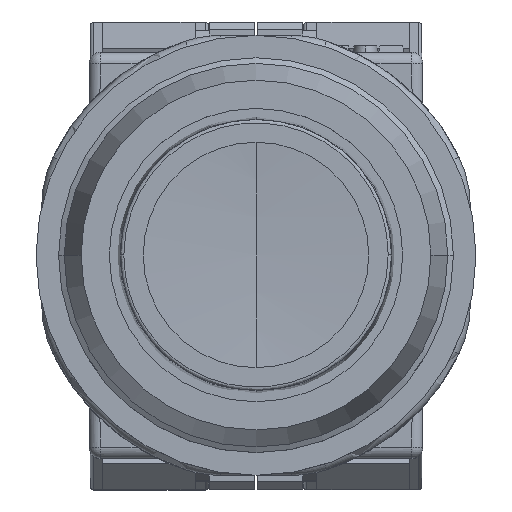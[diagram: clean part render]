
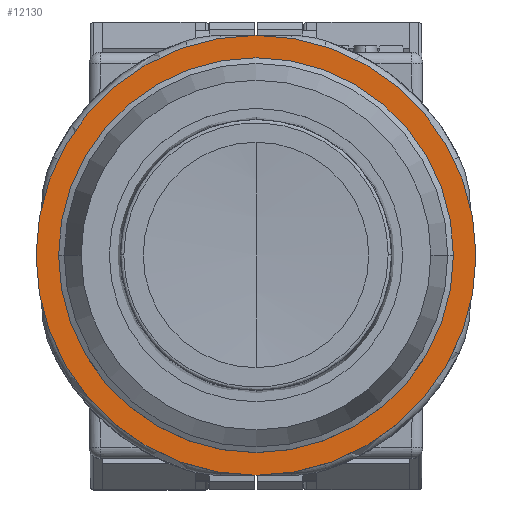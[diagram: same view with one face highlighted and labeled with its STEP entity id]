
A CAD part, top view. The second image highlights one B-rep face of the part: STEP entity #12130.
In plain terms, the highlighted planar face has unit normal (0, 0, 1).
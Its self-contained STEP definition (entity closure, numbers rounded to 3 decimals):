
#82 = CIRCLE ( 'NONE', #419, 14.75 ) ;
#290 = CARTESIAN_POINT ( 'NONE',  ( 19.5, 0., 1.5 ) ) ;
#352 = DIRECTION ( 'NONE',  ( 0., 0., 1. ) ) ;
#419 = AXIS2_PLACEMENT_3D ( 'NONE', #14352, #12721, #11065 ) ;
#556 = EDGE_CURVE ( 'NONE', #1986, #12426, #82, .T. ) ;
#783 = ORIENTED_EDGE ( 'NONE', *, *, #8611, .T. ) ;
#1616 = FACE_OUTER_BOUND ( 'NONE', #7241, .T. ) ;
#1986 = VERTEX_POINT ( 'NONE', #13744 ) ;
#1991 = CARTESIAN_POINT ( 'NONE',  ( -19.734, -19.734, 1.5 ) ) ;
#2013 = DIRECTION ( 'NONE',  ( -1., 0., 0. ) ) ;
#2107 = ORIENTED_EDGE ( 'NONE', *, *, #6206, .F. ) ;
#2263 = CIRCLE ( 'NONE', #5193, 19.5 ) ;
#2432 = FACE_BOUND ( 'NONE', #13628, .T. ) ;
#3387 = DIRECTION ( 'NONE',  ( -1., 0., 0. ) ) ;
#3630 = DIRECTION ( 'NONE',  ( 0., 0., 1. ) ) ;
#3755 = CARTESIAN_POINT ( 'NONE',  ( 0., 0., 1.5 ) ) ;
#4999 = DIRECTION ( 'NONE',  ( 0., 0., 1. ) ) ;
#5193 = AXIS2_PLACEMENT_3D ( 'NONE', #3755, #4999, #3387 ) ;
#5322 = AXIS2_PLACEMENT_3D ( 'NONE', #11273, #9634, #7990 ) ;
#5438 = AXIS2_PLACEMENT_3D ( 'NONE', #6889, #3630, #2013 ) ;
#5731 = AXIS2_PLACEMENT_3D ( 'NONE', #1991, #352, #14688 ) ;
#5788 = CIRCLE ( 'NONE', #5322, 14.75 ) ;
#5798 = ORIENTED_EDGE ( 'NONE', *, *, #556, .F. ) ;
#6206 = EDGE_CURVE ( 'NONE', #12426, #1986, #5788, .T. ) ;
#6889 = CARTESIAN_POINT ( 'NONE',  ( 0., 0., 1.5 ) ) ;
#6954 = EDGE_CURVE ( 'NONE', #12262, #14358, #14488, .T. ) ;
#7241 = EDGE_LOOP ( 'NONE', ( #7430, #783 ) ) ;
#7430 = ORIENTED_EDGE ( 'NONE', *, *, #6954, .T. ) ;
#7990 = DIRECTION ( 'NONE',  ( -1., 0., 0. ) ) ;
#8611 = EDGE_CURVE ( 'NONE', #14358, #12262, #2263, .T. ) ;
#9634 = DIRECTION ( 'NONE',  ( 0., 0., 1. ) ) ;
#11065 = DIRECTION ( 'NONE',  ( -1., 0., 0. ) ) ;
#11273 = CARTESIAN_POINT ( 'NONE',  ( 0., 0., 1.5 ) ) ;
#11298 = CARTESIAN_POINT ( 'NONE',  ( -14.75, 0., 1.5 ) ) ;
#12130 = ADVANCED_FACE ( 'NONE', ( #2432, #1616 ), #15083, .T. ) ;
#12262 = VERTEX_POINT ( 'NONE', #14020 ) ;
#12426 = VERTEX_POINT ( 'NONE', #11298 ) ;
#12721 = DIRECTION ( 'NONE',  ( 0., 0., 1. ) ) ;
#13628 = EDGE_LOOP ( 'NONE', ( #2107, #5798 ) ) ;
#13744 = CARTESIAN_POINT ( 'NONE',  ( 14.75, 0., 1.5 ) ) ;
#14020 = CARTESIAN_POINT ( 'NONE',  ( -19.5, 0., 1.5 ) ) ;
#14352 = CARTESIAN_POINT ( 'NONE',  ( 0., 0., 1.5 ) ) ;
#14358 = VERTEX_POINT ( 'NONE', #290 ) ;
#14488 = CIRCLE ( 'NONE', #5438, 19.5 ) ;
#14688 = DIRECTION ( 'NONE',  ( 1., 0., 0. ) ) ;
#15083 = PLANE ( 'NONE',  #5731 ) ;
